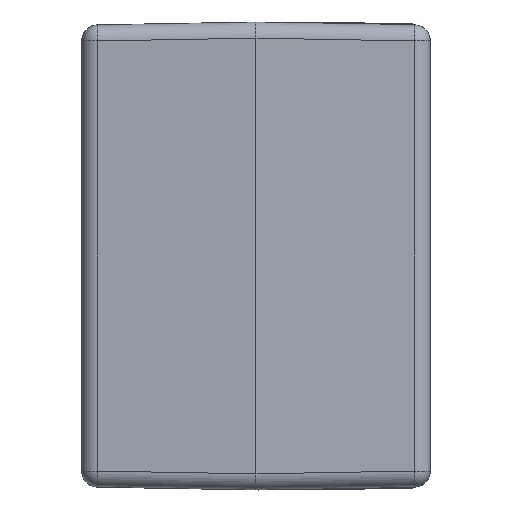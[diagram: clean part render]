
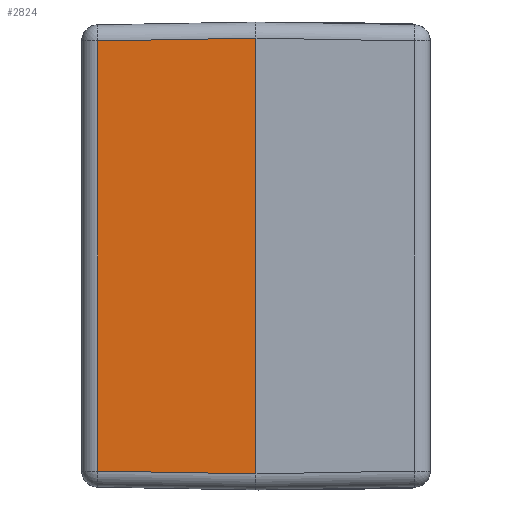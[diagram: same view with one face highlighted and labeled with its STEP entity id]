
A CAD part, left-side view. The second image highlights one B-rep face of the part: STEP entity #2824.
In plain terms, the highlighted planar face has unit normal (-1, 0.018, 0).
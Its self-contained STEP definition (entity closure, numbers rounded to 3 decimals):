
#1072=PLANE('',#11346);
#1339=LINE('',#15767,#2090);
#1340=LINE('',#15770,#2091);
#1341=LINE('',#15772,#2092);
#1342=LINE('',#15774,#2093);
#2090=VECTOR('',#12550,1.);
#2091=VECTOR('',#12551,1.);
#2092=VECTOR('',#12552,1.);
#2093=VECTOR('',#12553,1.);
#2824=ADVANCED_FACE('',(#3649),#1072,.T.);
#3649=FACE_OUTER_BOUND('',#4313,.T.);
#4313=EDGE_LOOP('',(#5115,#5116,#5117,#5118));
#5115=ORIENTED_EDGE('',*,*,#9400,.F.);
#5116=ORIENTED_EDGE('',*,*,#9401,.T.);
#5117=ORIENTED_EDGE('',*,*,#9402,.T.);
#5118=ORIENTED_EDGE('',*,*,#9403,.F.);
#8412=VERTEX_POINT('',#15768);
#8413=VERTEX_POINT('',#15769);
#8414=VERTEX_POINT('',#15771);
#8415=VERTEX_POINT('',#15773);
#9400=EDGE_CURVE('',#8412,#8413,#1339,.T.);
#9401=EDGE_CURVE('',#8412,#8414,#1340,.T.);
#9402=EDGE_CURVE('',#8414,#8415,#1341,.T.);
#9403=EDGE_CURVE('',#8413,#8415,#1342,.T.);
#11346=AXIS2_PLACEMENT_3D('',#15775,#12554,#12555);
#12550=DIRECTION('',(0.017,1.,0.017));
#12551=DIRECTION('',(0.,0.,1.));
#12552=DIRECTION('',(0.017,1.,-0.017));
#12553=DIRECTION('',(0.,0.,1.));
#12554=DIRECTION('',(-1.,0.017,0.));
#12555=DIRECTION('',(0.,0.,-1.));
#15767=CARTESIAN_POINT('',(-23.2,0.,-15.5));
#15768=CARTESIAN_POINT('',(-23.2,0.,-15.5));
#15769=CARTESIAN_POINT('',(-23.029,9.817,-15.329));
#15770=CARTESIAN_POINT('',(-23.2,0.,5.654));
#15771=CARTESIAN_POINT('',(-23.2,0.,11.5));
#15772=CARTESIAN_POINT('',(-23.2,0.,11.5));
#15773=CARTESIAN_POINT('',(-23.029,9.817,11.329));
#15774=CARTESIAN_POINT('',(-23.029,9.817,-15.329));
#15775=CARTESIAN_POINT('',(-23.2,0.,12.5));
